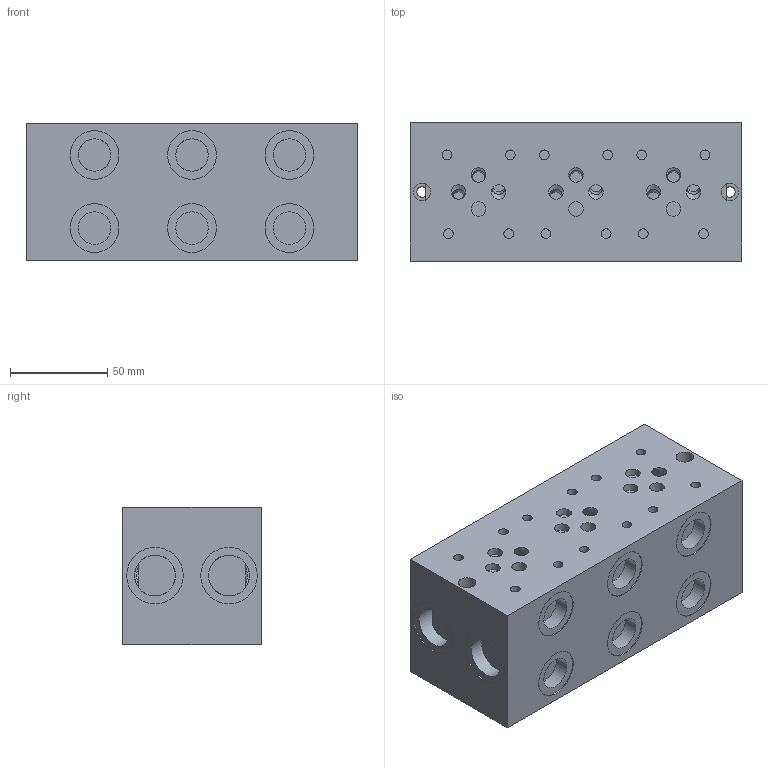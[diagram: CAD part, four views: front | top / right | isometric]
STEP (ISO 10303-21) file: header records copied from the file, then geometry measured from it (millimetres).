
FILE_DESCRIPTION(/* description */ ('Unknown'),/* implementation_level */ '2;1');
FILE_NAME(/* name */ 'EM.26300',/* time_stamp */ '2016-09-23T13:38:28+02:00',/* author */ ('Unknown'),/* organization */ ('Unknown'),/* preprocessor_version */ 'ST-DEVELOPER v16.7',/* originating_system */ 'DEX',/* authorisation */ $);
FILE_SCHEMA (('AUTOMOTIVE_DESIGN {1 0 10303 214 3 1 1}'));
Length unit declared in the file: millimetre
Products named in the file (1): EM.26300
Bounding box: 170 x 71 x 70.5 mm (x, y, z)
Volume: 814151.4 mm3; surface area: 72178.9 mm2
Topology: 1 solids, 1 shells, 174 faces, 399 edges, 275 vertices
Faces by surface type: plane 88, cylinder 69, cone 17
Full cylindrical faces by diameter (mm): 5 x12, 5.5 x2, 6.5 x9, 7.5 x12, 8 x4, 9 x2, 16.662 x6, 20.955 x4, 25 x6, 29 x4
Entity records: 4581 total; most frequent: CARTESIAN_POINT 1018, DIRECTION 742, ORIENTED_EDGE 610, AXIS2_PLACEMENT_3D 319, EDGE_CURVE 305, EDGE_LOOP 287, FACE_BOUND 287, VERTEX_POINT 242
